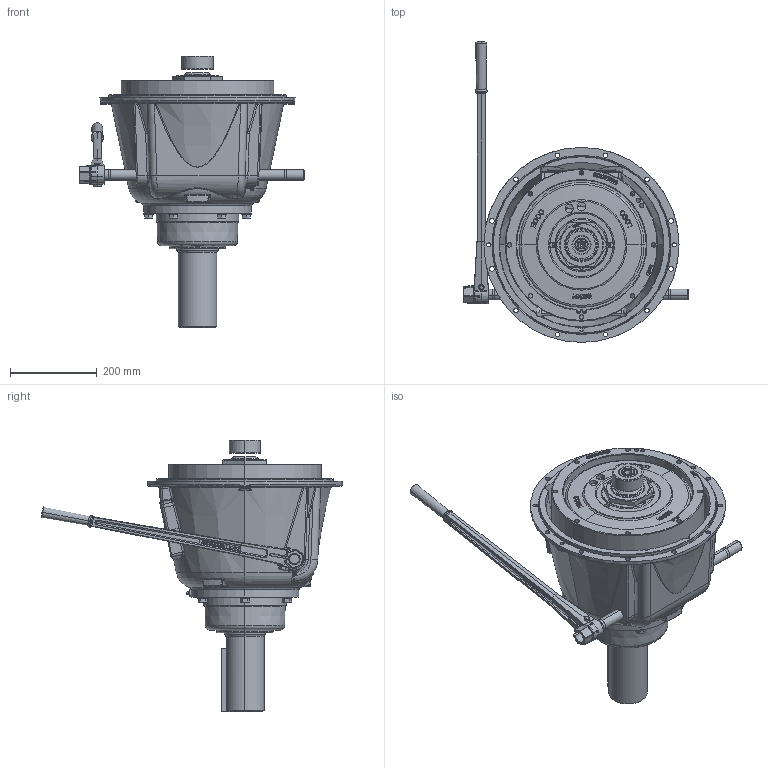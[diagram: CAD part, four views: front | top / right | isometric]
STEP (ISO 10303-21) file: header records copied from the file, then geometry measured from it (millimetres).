
FILE_DESCRIPTION (( 'STEP AP214' ), '1' );
FILE_NAME ('SP311P307.STEP', '2013-11-22T21:52:07', ( 'Windows User' ), ( '' ), 'SwSTEP 2.0', 'SolidWorks 2010', '' );
FILE_SCHEMA (( 'AUTOMOTIVE_DESIGN' ));
Length unit declared in the file: inch
Products named in the file (1): SP311P307
Bounding box: 520.6 x 695.63 x 627.6 mm (x, y, z)
Surface area: 1344222.6 mm2 (no closed solid volume)
Topology: 0 solids, 73 shells, 1376 faces, 4749 edges, 3311 vertices
Faces by surface type: plane 389, bspline 384, cylinder 290, cone 146, torus 136, sphere 31
Entity records: 94915 total; most frequent: CARTESIAN_POINT 40857, ORIENTED_EDGE 7493, DIRECTION 6454, EDGE_CURVE 4709, VERTEX_POINT 3302, AXIS2_PLACEMENT_3D 2441, VECTOR 1572, LINE 1572
